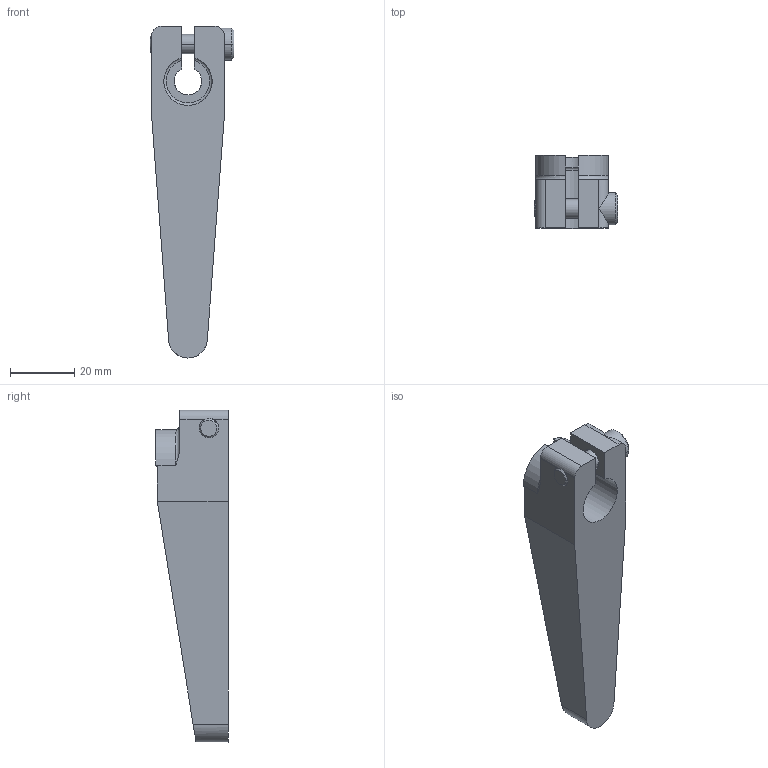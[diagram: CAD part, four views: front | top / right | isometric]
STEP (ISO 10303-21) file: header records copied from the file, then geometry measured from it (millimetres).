
FILE_DESCRIPTION((''),'2;1');
FILE_NAME('ILCML9142502','2013-07-10T',('QAM'),(''),'PRO/ENGINEER BY PARAMETRIC TECHNOLOGY CORPORATION, 2007460','PRO/ENGINEER BY PARAMETRIC TECHNOLOGY CORPORATION, 2007460','');
FILE_SCHEMA(('AUTOMOTIVE_DESIGN_CC2 { 1 2 10303 214 -1 1 5 2 }'));
Length unit declared in the file: millimetre
Products named in the file (1): ILCML9142502
Bounding box: 26 x 22.5 x 103 mm (x, y, z)
Volume: 29530.5 mm3; surface area: 9502.8 mm2
Topology: 1 solids, 2 shells, 55 faces, 139 edges, 89 vertices
Faces by surface type: plane 27, cylinder 21, cone 4, torus 3
Entity records: 2331 total; most frequent: CARTESIAN_POINT 423, DIRECTION 287, ORIENTED_EDGE 274, PRESENTATION_STYLE_ASSIGNMENT 141, STYLED_ITEM 141, CURVE_STYLE 139, EDGE_CURVE 139, COLOUR_RGB 106
